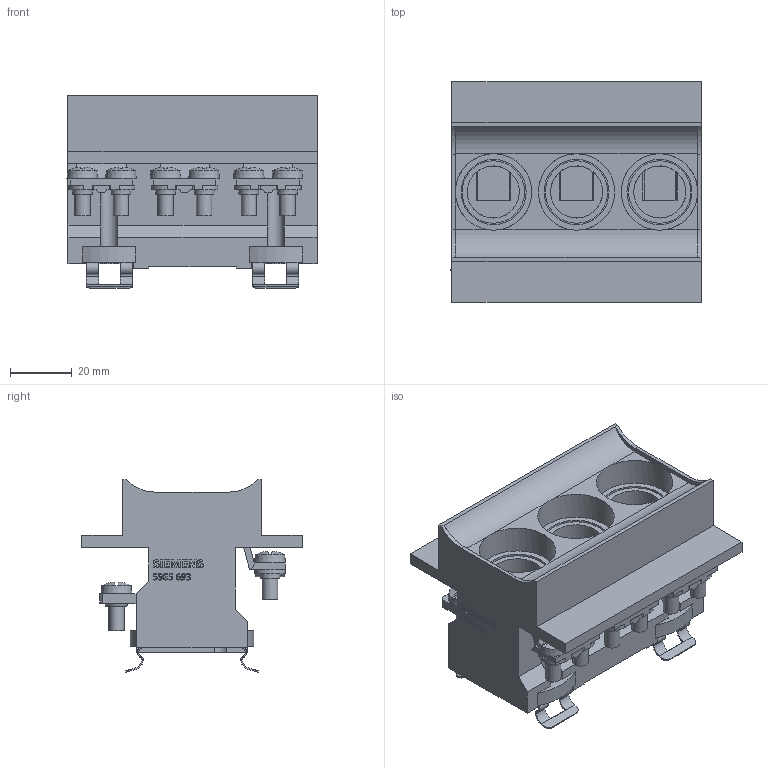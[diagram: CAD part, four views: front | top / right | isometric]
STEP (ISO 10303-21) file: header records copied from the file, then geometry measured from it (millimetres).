
FILE_DESCRIPTION(/* description */ (''),/* implementation_level */ '2;1');
FILE_NAME(/* name */ '5SG5693_3D_v.stp',/* time_stamp */ '2024-02-01T14:51:43+01:00',/* author */ (''),/* organization */ (''),/* preprocessor_version */ 'ST-DEVELOPER v18.101',/* originating_system */ 'SIEMENS PLM Software NX 2008',/* authorisation */ '');
FILE_SCHEMA (('AUTOMOTIVE_DESIGN { 1 0 10303 214 3 1 1 1 }'));
Length unit declared in the file: millimetre
Products named in the file (1): 5SG5693_3D_v_s_20240129
Bounding box: 81.15 x 71.5 x 62.45 mm (x, y, z)
Volume: 126555.6 mm3; surface area: 46080.3 mm2
Topology: 1 solids, 1 shells, 1002 faces, 2837 edges, 1882 vertices
Faces by surface type: plane 597, cylinder 273, cone 72, extrusion 39, sphere 18, bspline 3
Full cylindrical faces by diameter (mm): 3.3 x2, 4.5 x6, 5 x15, 5.5 x3, 6 x3, 16.9 x3, 20.255 x3, 21.1 x3, 24.8 x3
Entity records: 42822 total; most frequent: CARTESIAN_POINT 13087, ORIENTED_EDGE 5366, DIRECTION 4795, EDGE_CURVE 2683, VERTEX_POINT 1814, AXIS2_PLACEMENT_3D 1688, VECTOR 1419, LINE 1380
